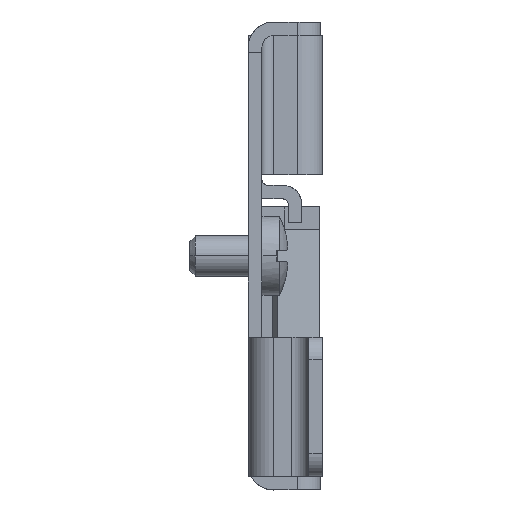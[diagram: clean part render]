
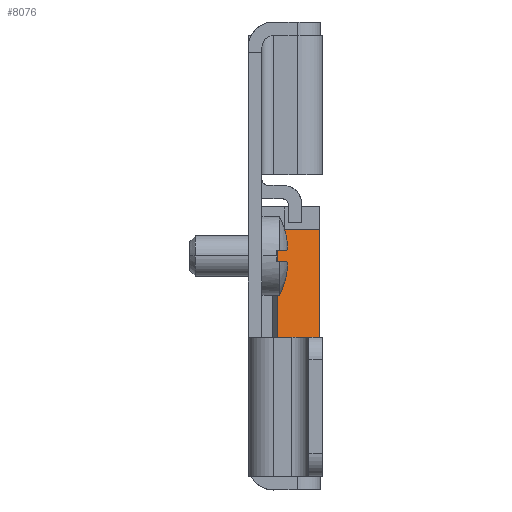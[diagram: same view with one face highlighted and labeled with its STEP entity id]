
A CAD part, front view. The second image highlights one B-rep face of the part: STEP entity #8076.
In plain terms, the highlighted planar face has unit normal (0.518, -0.855, 0).
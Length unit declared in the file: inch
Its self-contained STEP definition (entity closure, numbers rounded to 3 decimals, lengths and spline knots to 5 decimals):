
#543 = CARTESIAN_POINT ( 'NONE',  ( 0.24409, -1.22441, -0.66929 ) ) ;
#545 = CARTESIAN_POINT ( 'NONE',  ( 0.10118, -1.31102, -1.10236 ) ) ;
#546 = CARTESIAN_POINT ( 'NONE',  ( 0.24409, -1.22441, -1.10236 ) ) ;
#548 = CARTESIAN_POINT ( 'NONE',  ( 0.10118, -1.31102, -0.66929 ) ) ;
#1493 = VECTOR ( 'NONE', #1754, 39.37008 ) ;
#1496 = VECTOR ( 'NONE', #1756, 39.37008 ) ;
#1501 = VECTOR ( 'NONE', #1758, 39.37008 ) ;
#1506 = VECTOR ( 'NONE', #1760, 39.37008 ) ;
#1753 = CARTESIAN_POINT ( 'NONE',  ( 0.17264, -1.26772, -0.66929 ) ) ;
#1754 = DIRECTION ( 'NONE',  ( -0.855, -0.518, 0. ) ) ;
#1755 = CARTESIAN_POINT ( 'NONE',  ( 0.24409, -1.22441, -0.88583 ) ) ;
#1756 = DIRECTION ( 'NONE',  ( 0., 0., 1. ) ) ;
#1757 = CARTESIAN_POINT ( 'NONE',  ( 0.10118, -1.31102, -0.88583 ) ) ;
#1758 = DIRECTION ( 'NONE',  ( 0., 0., -1. ) ) ;
#1759 = CARTESIAN_POINT ( 'NONE',  ( 0.17264, -1.26772, -1.10236 ) ) ;
#1760 = DIRECTION ( 'NONE',  ( 0.855, 0.518, 0. ) ) ;
#4620 = LINE ( 'NONE', #1753, #1493 ) ;
#4621 = LINE ( 'NONE', #1755, #1496 ) ;
#4622 = LINE ( 'NONE', #1757, #1501 ) ;
#4623 = LINE ( 'NONE', #1759, #1506 ) ;
#5778 = AXIS2_PLACEMENT_3D ( 'NONE', #20086, #20084, #20083 ) ;
#7049 = FACE_OUTER_BOUND ( 'NONE', #16081, .T. ) ;
#8076 = ADVANCED_FACE ( 'NONE', ( #7049 ), #20088, .T. ) ;
#10719 = VERTEX_POINT ( 'NONE', #543 ) ;
#10722 = VERTEX_POINT ( 'NONE', #545 ) ;
#10724 = VERTEX_POINT ( 'NONE', #546 ) ;
#10727 = VERTEX_POINT ( 'NONE', #548 ) ;
#16081 = EDGE_LOOP ( 'NONE', ( #17160, #17158, #17159, #17157 ) ) ;
#17157 = ORIENTED_EDGE ( 'NONE', *, *, #21229, .T. ) ;
#17158 = ORIENTED_EDGE ( 'NONE', *, *, #21232, .T. ) ;
#17159 = ORIENTED_EDGE ( 'NONE', *, *, #21230, .T. ) ;
#17160 = ORIENTED_EDGE ( 'NONE', *, *, #21231, .T. ) ;
#20083 = DIRECTION ( 'NONE',  ( -0.855, -0.518, 0. ) ) ;
#20084 = DIRECTION ( 'NONE',  ( 0.518, -0.855, 0. ) ) ;
#20086 = CARTESIAN_POINT ( 'NONE',  ( 0.24409, -1.22441, -0.66929 ) ) ;
#20088 = PLANE ( 'NONE',  #5778 ) ;
#21229 = EDGE_CURVE ( 'NONE', #10719, #10727, #4620, .T. ) ;
#21230 = EDGE_CURVE ( 'NONE', #10724, #10719, #4621, .T. ) ;
#21231 = EDGE_CURVE ( 'NONE', #10727, #10722, #4622, .T. ) ;
#21232 = EDGE_CURVE ( 'NONE', #10722, #10724, #4623, .T. ) ;
